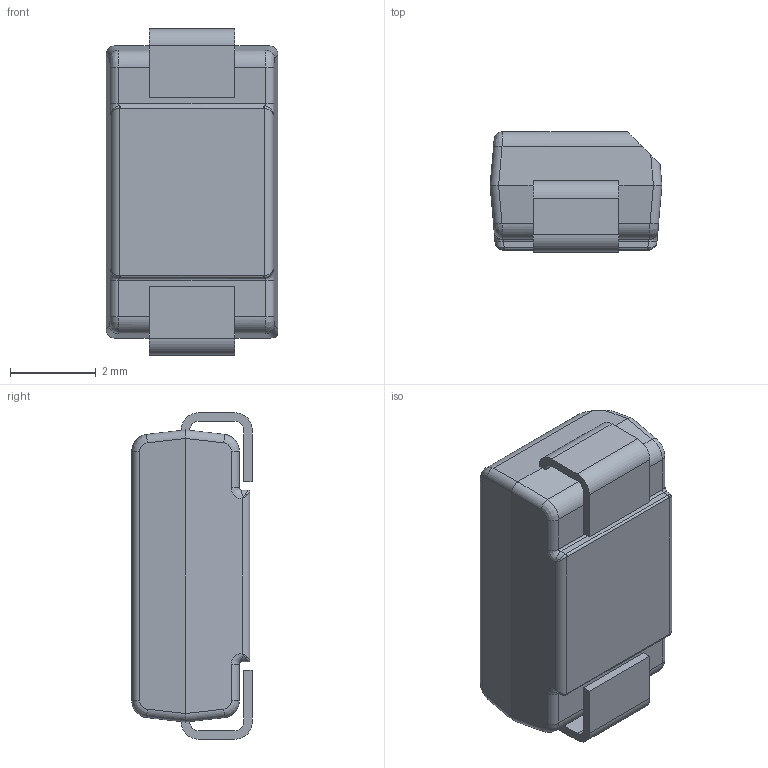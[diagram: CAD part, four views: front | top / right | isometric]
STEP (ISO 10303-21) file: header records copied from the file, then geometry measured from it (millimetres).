
FILE_DESCRIPTION (( 'STEP AP214' ), '1' );
FILE_NAME ('User Library-D2F60.STEP', '2010-07-26T21:24:19', ( 'sysAdmin' ), ( 'SolidWorks' ), 'SwSTEP 2.0', 'SolidWorks 2010', '' );
FILE_SCHEMA (( 'AUTOMOTIVE_DESIGN' ));
Length unit declared in the file: millimetre
Products named in the file (1): User Library-D2F60
Bounding box: 4 x 2.8 x 7.6 mm (x, y, z)
Volume: 68.7 mm3; surface area: 125 mm2
Topology: 1 solids, 1 shells, 85 faces, 211 edges, 124 vertices
Faces by surface type: cylinder 34, plane 33, bspline 18
Entity records: 3992 total; most frequent: CARTESIAN_POINT 1197, ORIENTED_EDGE 414, DIRECTION 343, EDGE_CURVE 207, VERTEX_POINT 124, LINE 119, VECTOR 119, AXIS2_PLACEMENT_3D 112
